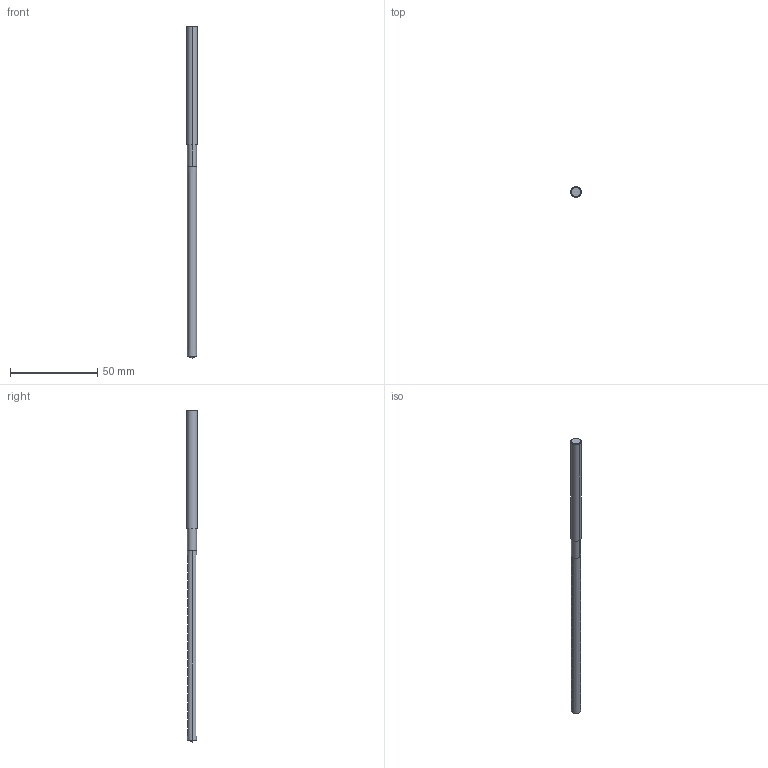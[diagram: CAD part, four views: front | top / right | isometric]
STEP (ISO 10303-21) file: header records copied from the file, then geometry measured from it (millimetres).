
FILE_DESCRIPTION(('no description'),'unknown implementation level');
FILE_NAME('solid_gCLwVvemynXVxTVexutE_fffVc_1.STP',' ',('CIMSOURCE GmbH'),('CADClick - KiM GmbH - www.kimweb.de'),'unknown preprocess','ACIS','unknown authorization');
FILE_SCHEMA(('automotive_design'));
Length unit declared in the file: millimetre
Products named in the file (2): 1; 2
Bounding box: 6 x 6 x 190 mm (x, y, z)
Volume: 4499.6 mm3; surface area: 3355.5 mm2
Topology: 2 solids, 2 shells, 16 faces, 30 edges, 17 vertices
Faces by surface type: cone 8, cylinder 4, plane 4
Entity records: 806 total; most frequent: DIRECTION 88, CARTESIAN_POINT 67, STYLED_ITEM 63, PRESENTATION_STYLE_ASSIGNMENT 63, COLOUR_RGB 63, ORIENTED_EDGE 56, AXIS2_PLACEMENT_3D 38, EDGE_CURVE 28
